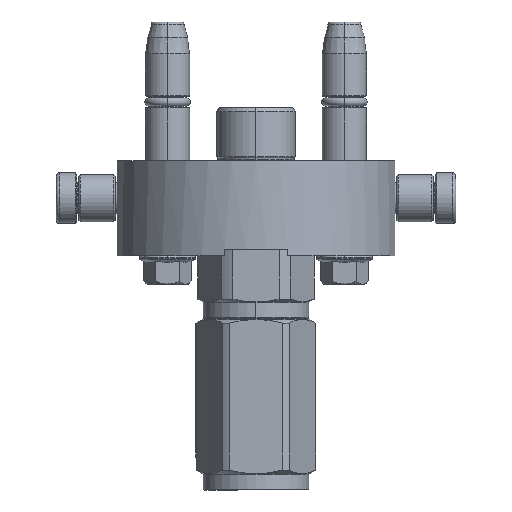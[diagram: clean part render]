
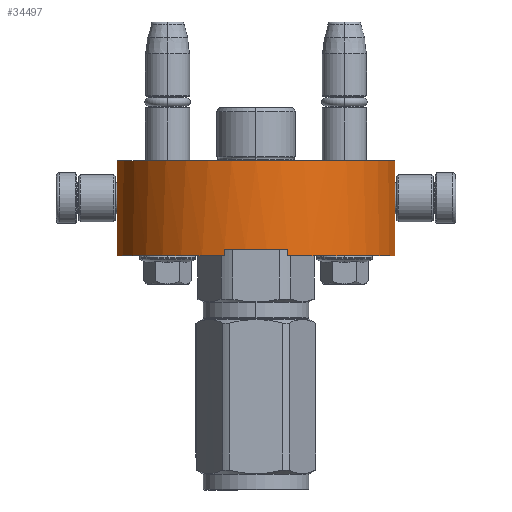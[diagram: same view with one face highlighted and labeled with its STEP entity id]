
A CAD part, left-side view. The second image highlights one B-rep face of the part: STEP entity #34497.
In plain terms, the highlighted cylindrical face has radius 44.75 mm (diameter 89.5 mm), a partial arc.
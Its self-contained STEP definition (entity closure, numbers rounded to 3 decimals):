
#38 = LINE ( 'NONE', #39324, #36559 ) ;
#1468 = CARTESIAN_POINT ( 'NONE',  ( 0., 28., 0. ) ) ;
#2516 = CARTESIAN_POINT ( 'NONE',  ( 10., 30., 43.618 ) ) ;
#2812 = CIRCLE ( 'NONE', #26079, 44.75 ) ;
#4999 = CARTESIAN_POINT ( 'NONE',  ( 0., 30., 0. ) ) ;
#5460 = DIRECTION ( 'NONE',  ( 1., 0., 0. ) ) ;
#5822 = CARTESIAN_POINT ( 'NONE',  ( 0., 30., 0. ) ) ;
#5868 = LINE ( 'NONE', #58655, #37190 ) ;
#6433 = CARTESIAN_POINT ( 'NONE',  ( -44., 30., 8.159 ) ) ;
#7273 = EDGE_LOOP ( 'NONE', ( #23629, #8273, #19527, #43778, #11182, #60641, #49344, #30202 ) ) ;
#8273 = ORIENTED_EDGE ( 'NONE', *, *, #44592, .F. ) ;
#8540 = CARTESIAN_POINT ( 'NONE',  ( 10., 28., 43.618 ) ) ;
#9134 = VERTEX_POINT ( 'NONE', #25160 ) ;
#10298 = EDGE_CURVE ( 'NONE', #12678, #49170, #39185, .T. ) ;
#11182 = ORIENTED_EDGE ( 'NONE', *, *, #43382, .T. ) ;
#11247 = DIRECTION ( 'NONE',  ( -0.223, 0., 0.975 ) ) ;
#11931 = EDGE_CURVE ( 'NONE', #9134, #35244, #38, .T. ) ;
#12678 = VERTEX_POINT ( 'NONE', #2516 ) ;
#15458 = DIRECTION ( 'NONE',  ( 0., 1., 0. ) ) ;
#15479 = DIRECTION ( 'NONE',  ( 0., 1., 0. ) ) ;
#19527 = ORIENTED_EDGE ( 'NONE', *, *, #11931, .F. ) ;
#20830 = CARTESIAN_POINT ( 'NONE',  ( 0., 0., 0. ) ) ;
#22645 = AXIS2_PLACEMENT_3D ( 'NONE', #58147, #34439, #5460 ) ;
#23629 = ORIENTED_EDGE ( 'NONE', *, *, #51056, .T. ) ;
#25160 = CARTESIAN_POINT ( 'NONE',  ( -44., 0., 8.159 ) ) ;
#25837 = DIRECTION ( 'NONE',  ( 0., 1., 0. ) ) ;
#26079 = AXIS2_PLACEMENT_3D ( 'NONE', #20830, #44148, #54100 ) ;
#26430 = CARTESIAN_POINT ( 'NONE',  ( 44., 0., 8.159 ) ) ;
#27984 = CARTESIAN_POINT ( 'NONE',  ( -10., 30., 43.618 ) ) ;
#29243 = EDGE_CURVE ( 'NONE', #46761, #12678, #33561, .T. ) ;
#29386 = DIRECTION ( 'NONE',  ( -0.983, 0., 0.182 ) ) ;
#30202 = ORIENTED_EDGE ( 'NONE', *, *, #49187, .F. ) ;
#31700 = DIRECTION ( 'NONE',  ( 0., 1., 0. ) ) ;
#31734 = VECTOR ( 'NONE', #58088, 1000. ) ;
#33561 = LINE ( 'NONE', #8540, #52896 ) ;
#33759 = DIRECTION ( 'NONE',  ( 0., 1., 0. ) ) ;
#34059 = AXIS2_PLACEMENT_3D ( 'NONE', #4999, #33759, #29386 ) ;
#34382 = CIRCLE ( 'NONE', #41938, 44.75 ) ;
#34439 = DIRECTION ( 'NONE',  ( 0., -1., 0. ) ) ;
#34497 = ADVANCED_FACE ( 'NONE', ( #38869 ), #53032, .T. ) ;
#35244 = VERTEX_POINT ( 'NONE', #6433 ) ;
#36559 = VECTOR ( 'NONE', #25837, 1000. ) ;
#37190 = VECTOR ( 'NONE', #58448, 1000. ) ;
#38869 = FACE_OUTER_BOUND ( 'NONE', #7273, .T. ) ;
#39147 = DIRECTION ( 'NONE',  ( 0.223, 0., 0.975 ) ) ;
#39185 = CIRCLE ( 'NONE', #59906, 44.75 ) ;
#39324 = CARTESIAN_POINT ( 'NONE',  ( -44., 0., 8.159 ) ) ;
#41938 = AXIS2_PLACEMENT_3D ( 'NONE', #1468, #15479, #11247 ) ;
#43382 = EDGE_CURVE ( 'NONE', #58137, #49170, #45880, .T. ) ;
#43778 = ORIENTED_EDGE ( 'NONE', *, *, #59488, .T. ) ;
#44148 = DIRECTION ( 'NONE',  ( 0., 1., 0. ) ) ;
#44149 = VERTEX_POINT ( 'NONE', #48393 ) ;
#44592 = EDGE_CURVE ( 'NONE', #35244, #53268, #52386, .T. ) ;
#45880 = LINE ( 'NONE', #48130, #31734 ) ;
#46761 = VERTEX_POINT ( 'NONE', #57970 ) ;
#48130 = CARTESIAN_POINT ( 'NONE',  ( 44., 0., 8.159 ) ) ;
#48393 = CARTESIAN_POINT ( 'NONE',  ( -10., 28., 43.618 ) ) ;
#49170 = VERTEX_POINT ( 'NONE', #58524 ) ;
#49187 = EDGE_CURVE ( 'NONE', #44149, #46761, #34382, .T. ) ;
#49344 = ORIENTED_EDGE ( 'NONE', *, *, #29243, .F. ) ;
#51056 = EDGE_CURVE ( 'NONE', #44149, #53268, #5868, .T. ) ;
#52386 = CIRCLE ( 'NONE', #34059, 44.75 ) ;
#52896 = VECTOR ( 'NONE', #31700, 1000. ) ;
#53032 = CYLINDRICAL_SURFACE ( 'NONE', #22645, 44.75 ) ;
#53268 = VERTEX_POINT ( 'NONE', #27984 ) ;
#54100 = DIRECTION ( 'NONE',  ( -0.983, 0., 0.182 ) ) ;
#57970 = CARTESIAN_POINT ( 'NONE',  ( 10., 28., 43.618 ) ) ;
#58088 = DIRECTION ( 'NONE',  ( 0., 1., 0. ) ) ;
#58137 = VERTEX_POINT ( 'NONE', #26430 ) ;
#58147 = CARTESIAN_POINT ( 'NONE',  ( 0., 0., 0. ) ) ;
#58448 = DIRECTION ( 'NONE',  ( 0., 1., 0. ) ) ;
#58524 = CARTESIAN_POINT ( 'NONE',  ( 44., 30., 8.159 ) ) ;
#58655 = CARTESIAN_POINT ( 'NONE',  ( -10., 28., 43.618 ) ) ;
#59488 = EDGE_CURVE ( 'NONE', #9134, #58137, #2812, .T. ) ;
#59906 = AXIS2_PLACEMENT_3D ( 'NONE', #5822, #15458, #39147 ) ;
#60641 = ORIENTED_EDGE ( 'NONE', *, *, #10298, .F. ) ;
